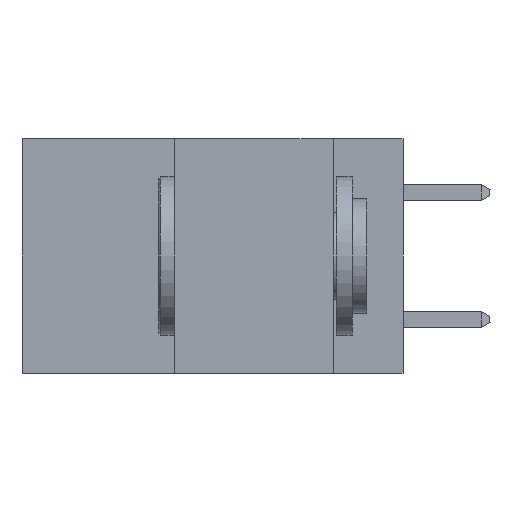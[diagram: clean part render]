
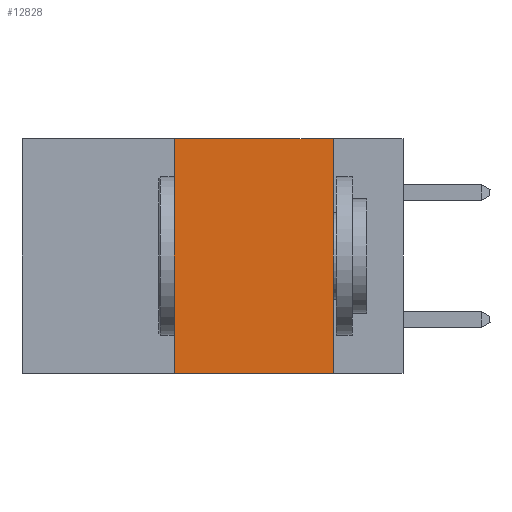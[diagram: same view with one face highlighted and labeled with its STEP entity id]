
A CAD part, left-side view. The second image highlights one B-rep face of the part: STEP entity #12828.
In plain terms, the highlighted planar face has unit normal (-1, 0, 0).
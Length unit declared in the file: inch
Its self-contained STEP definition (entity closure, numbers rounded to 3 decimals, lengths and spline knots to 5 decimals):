
#1260 = DIRECTION ( 'NONE',  ( 0., 0., 1. ) ) ;
#2442 = CARTESIAN_POINT ( 'NONE',  ( 0., 0.36, -0.37 ) ) ;
#2455 = CARTESIAN_POINT ( 'NONE',  ( 0., 0.11, -0.37 ) ) ;
#3281 = DIRECTION ( 'NONE',  ( 0., -1., 0. ) ) ;
#3886 = VERTEX_POINT ( 'NONE', #5444 ) ;
#4277 = VERTEX_POINT ( 'NONE', #2442 ) ;
#4403 = FACE_OUTER_BOUND ( 'NONE', #14942, .T. ) ;
#5444 = CARTESIAN_POINT ( 'NONE',  ( 0., 0.36, 0. ) ) ;
#5576 = VECTOR ( 'NONE', #1260, 39.37008 ) ;
#5769 = DIRECTION ( 'NONE',  ( 1., 0., 0. ) ) ;
#6392 = DIRECTION ( 'NONE',  ( 0., 0., -1. ) ) ;
#6589 = VECTOR ( 'NONE', #3281, 39.37008 ) ;
#6615 = VERTEX_POINT ( 'NONE', #2455 ) ;
#7182 = PLANE ( 'NONE',  #13008 ) ;
#7387 = LINE ( 'NONE', #8950, #5576 ) ;
#8277 = EDGE_CURVE ( 'NONE', #18666, #6615, #14180, .T. ) ;
#8950 = CARTESIAN_POINT ( 'NONE',  ( 0., 0.36, 0. ) ) ;
#9116 = DIRECTION ( 'NONE',  ( 0., 0., -1. ) ) ;
#9746 = CARTESIAN_POINT ( 'NONE',  ( 0., 0.6, 0. ) ) ;
#10312 = CARTESIAN_POINT ( 'NONE',  ( 0., 0.11, 0. ) ) ;
#10845 = EDGE_CURVE ( 'NONE', #4277, #6615, #14919, .T. ) ;
#11002 = LINE ( 'NONE', #9746, #6589 ) ;
#12828 = ADVANCED_FACE ( 'NONE', ( #4403 ), #7182, .F. ) ;
#13008 = AXIS2_PLACEMENT_3D ( 'NONE', #20100, #5769, #9116 ) ;
#14180 = LINE ( 'NONE', #16359, #18080 ) ;
#14919 = LINE ( 'NONE', #16549, #21136 ) ;
#14942 = EDGE_LOOP ( 'NONE', ( #18997, #15578, #18617, #21232 ) ) ;
#15372 = EDGE_CURVE ( 'NONE', #4277, #3886, #7387, .T. ) ;
#15578 = ORIENTED_EDGE ( 'NONE', *, *, #16164, .F. ) ;
#16164 = EDGE_CURVE ( 'NONE', #3886, #18666, #11002, .T. ) ;
#16359 = CARTESIAN_POINT ( 'NONE',  ( 0., 0.11, 0. ) ) ;
#16549 = CARTESIAN_POINT ( 'NONE',  ( 0., 0.6, -0.37 ) ) ;
#18080 = VECTOR ( 'NONE', #6392, 39.37008 ) ;
#18617 = ORIENTED_EDGE ( 'NONE', *, *, #15372, .F. ) ;
#18666 = VERTEX_POINT ( 'NONE', #10312 ) ;
#18997 = ORIENTED_EDGE ( 'NONE', *, *, #8277, .F. ) ;
#19626 = DIRECTION ( 'NONE',  ( 0., -1., 0. ) ) ;
#20100 = CARTESIAN_POINT ( 'NONE',  ( 0., 0.6, 0. ) ) ;
#21136 = VECTOR ( 'NONE', #19626, 39.37008 ) ;
#21232 = ORIENTED_EDGE ( 'NONE', *, *, #10845, .T. ) ;
